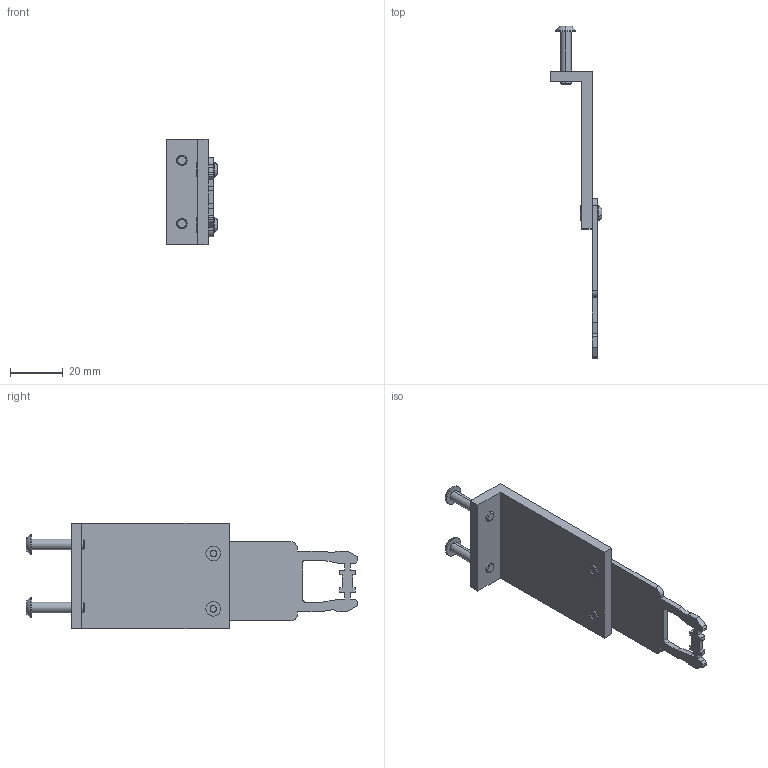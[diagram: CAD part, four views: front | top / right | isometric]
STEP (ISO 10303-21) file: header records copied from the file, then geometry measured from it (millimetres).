
FILE_DESCRIPTION (( 'STEP AP214' ), '1' );
FILE_NAME ('36455~3.STEP', '2018-01-11T15:12:49', ( '' ), ( '' ), 'SwSTEP 2.0', 'SolidWorks 2016', '' );
FILE_SCHEMA (( 'AUTOMOTIVE_DESIGN' ));
Length unit declared in the file: millimetre
Products named in the file (6): 36455~3; 2393~0_S; 33484~0_S; ISO7380~n_M03,0x006; ISO7380~n_M04,0x020; 36369~1_S
Assembly tree (8 placements, depth 2):
  36455~3
    36369~1_S
    33484~0_S
    ISO7380~n_M04,0x020  x2
    2393~0_S  x2
    ISO7380~n_M03,0x006  x2
Bounding box: 19.75 x 126.2 x 40 mm (x, y, z)
Volume: 14899.8 mm3; surface area: 11392.8 mm2
Topology: 8 solids, 8 shells, 214 faces, 548 edges, 360 vertices
Faces by surface type: cylinder 116, plane 82, cone 8, torus 8
Entity records: 5654 total; most frequent: DIRECTION 852, CARTESIAN_POINT 802, ORIENTED_EDGE 776, EDGE_CURVE 388, AXIS2_PLACEMENT_3D 306, VERTEX_POINT 256, LINE 240, VECTOR 240
